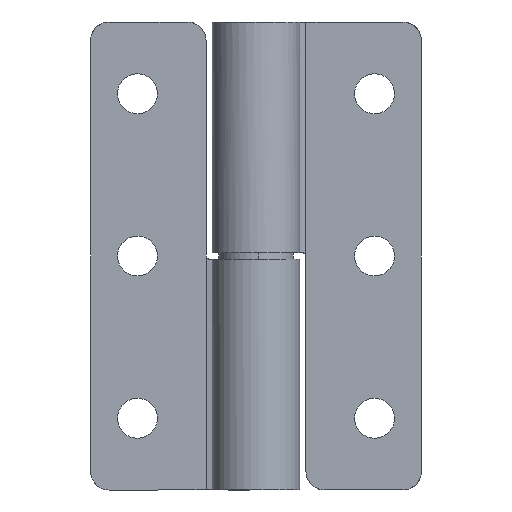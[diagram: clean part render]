
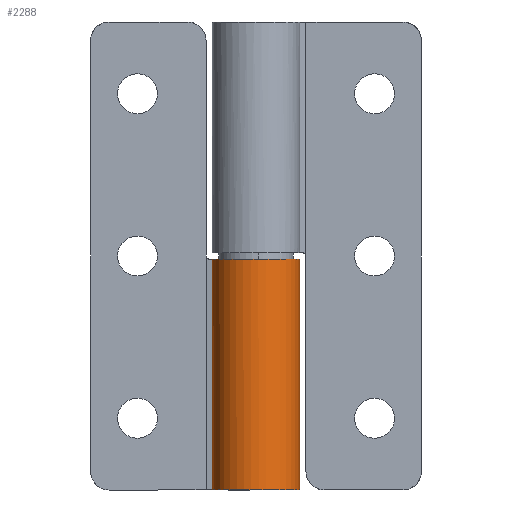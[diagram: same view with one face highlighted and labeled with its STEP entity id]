
A CAD part, front view. The second image highlights one B-rep face of the part: STEP entity #2288.
In plain terms, the highlighted free-form (B-spline) face has degree [1, 2] with [2, 7] control points.
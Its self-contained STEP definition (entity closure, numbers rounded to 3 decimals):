
#2033=CARTESIAN_POINT('',(0.843,6.949,37.));
#2034=VERTEX_POINT('',#2033);
#2083=CARTESIAN_POINT('',(-5.229,4.654,37.));
#2084=VERTEX_POINT('',#2083);
#2090=CARTESIAN_POINT('',(0.843,6.949,37.));
#2091=CARTESIAN_POINT('',(1.348,6.888,37.));
#2092=CARTESIAN_POINT('',(2.251,6.677,37.));
#2093=CARTESIAN_POINT('',(3.402,6.152,37.));
#2094=CARTESIAN_POINT('',(4.413,5.478,37.));
#2095=CARTESIAN_POINT('',(5.279,4.656,37.));
#2096=CARTESIAN_POINT('',(6.081,3.555,37.));
#2097=CARTESIAN_POINT('',(6.638,2.362,37.));
#2098=CARTESIAN_POINT('',(6.944,1.109,37.));
#2099=CARTESIAN_POINT('',(7.037,-0.152,37.));
#2100=CARTESIAN_POINT('',(6.908,-1.339,37.));
#2101=CARTESIAN_POINT('',(6.587,-2.435,37.));
#2102=CARTESIAN_POINT('',(6.197,-3.298,37.));
#2103=CARTESIAN_POINT('',(5.698,-4.103,37.));
#2104=CARTESIAN_POINT('',(5.048,-4.891,37.));
#2105=CARTESIAN_POINT('',(4.301,-5.552,37.));
#2106=CARTESIAN_POINT('',(3.451,-6.115,37.));
#2107=CARTESIAN_POINT('',(2.619,-6.516,37.));
#2108=CARTESIAN_POINT('',(1.647,-6.827,37.));
#2109=CARTESIAN_POINT('',(0.497,-7.024,37.));
#2110=CARTESIAN_POINT('',(-0.893,-6.999,37.));
#2111=CARTESIAN_POINT('',(-2.339,-6.651,37.));
#2112=CARTESIAN_POINT('',(-3.703,-6.003,37.));
#2113=CARTESIAN_POINT('',(-4.785,-5.169,37.));
#2114=CARTESIAN_POINT('',(-5.588,-4.256,37.));
#2115=CARTESIAN_POINT('',(-6.092,-3.482,37.));
#2116=CARTESIAN_POINT('',(-6.509,-2.633,37.));
#2117=CARTESIAN_POINT('',(-6.871,-1.549,37.));
#2118=CARTESIAN_POINT('',(-7.051,-0.17,37.));
#2119=CARTESIAN_POINT('',(-6.942,1.141,37.));
#2120=CARTESIAN_POINT('',(-6.617,2.387,37.));
#2121=CARTESIAN_POINT('',(-6.094,3.541,37.));
#2122=CARTESIAN_POINT('',(-5.535,4.31,37.));
#2123=CARTESIAN_POINT('',(-5.229,4.654,37.));
#2124=B_SPLINE_CURVE_WITH_KNOTS('',3,(#2090,#2091,#2092,#2093,#2094,#2095,#2096,#2097,#2098,#2099,#2100,#2101,#2102,#2103,#2104,#2105,#2106,#2107,#2108,#2109,#2110,#2111,#2112,#2113,#2114,#2115,#2116,#2117,#2118,#2119,#2120,#2121,#2122,#2123),.UNSPECIFIED.,.F.,.U.,(4,1,1,1,1,1,1,1,1,1,1,1,1,1,1,1,1,1,1,1,1,1,1,1,1,1,1,1,1,1,1,4),(0.,1.527,2.763,3.781,5.163,6.327,7.854,9.09,10.181,11.635,12.653,13.599,14.471,15.489,16.653,17.453,18.544,19.416,20.507,22.034,23.561,24.943,26.543,27.633,28.579,29.306,30.469,31.997,33.451,34.396,35.851,37.232),.UNSPECIFIED.);
#2125=EDGE_CURVE('',#2034,#2084,#2124,.T.);
#2195=CARTESIAN_POINT('',(-5.229,4.654,0.));
#2196=VERTEX_POINT('',#2195);
#2197=CARTESIAN_POINT('',(-5.229,4.654,37.));
#2198=CARTESIAN_POINT('',(-5.229,4.654,0.));
#2199=QUASI_UNIFORM_CURVE('',1,(#2197,#2198),.UNSPECIFIED.,.F.,.U.);
#2200=EDGE_CURVE('',#2084,#2196,#2199,.T.);
#2218=CARTESIAN_POINT('',(-5.085,4.811,37.925));
#2219=CARTESIAN_POINT('',(-5.085,4.811,-0.948));
#2220=CARTESIAN_POINT('',(-11.206,-1.658,37.925));
#2221=CARTESIAN_POINT('',(-11.206,-1.658,-0.948));
#2222=CARTESIAN_POINT('',(-3.474,-6.077,37.925));
#2223=CARTESIAN_POINT('',(-3.474,-6.077,-0.948));
#2224=CARTESIAN_POINT('',(4.258,-10.497,37.925));
#2225=CARTESIAN_POINT('',(4.258,-10.497,-0.948));
#2226=CARTESIAN_POINT('',(6.726,-1.939,37.925));
#2227=CARTESIAN_POINT('',(6.726,-1.939,-0.948));
#2228=CARTESIAN_POINT('',(9.193,6.618,37.925));
#2229=CARTESIAN_POINT('',(9.193,6.618,-0.948));
#2230=CARTESIAN_POINT('',(0.295,6.994,37.925));
#2231=CARTESIAN_POINT('',(0.295,6.994,-0.948));
#2239=(BOUNDED_SURFACE()B_SPLINE_SURFACE(1,2,((#2218,#2220,#2222,#2224,#2226,#2228,#2230),(#2219,#2221,#2223,#2225,#2227,#2229,#2231)),.UNSPECIFIED.,.F.,.F.,.U.)B_SPLINE_SURFACE_WITH_KNOTS((2,2),(3,2,2,3),(0.0,38.873),(0.0,13.606,27.212,40.818),.UNSPECIFIED.)GEOMETRIC_REPRESENTATION_ITEM()RATIONAL_B_SPLINE_SURFACE(((1.0,0.618,1.0,0.618,1.0,0.618,1.0),(1.0,0.618,1.0,0.618,1.0,0.618,1.0)))REPRESENTATION_ITEM('')SURFACE());
#2240=ORIENTED_EDGE('',*,*,#2125,.T.);
#2241=ORIENTED_EDGE('',*,*,#2200,.T.);
#2242=CARTESIAN_POINT('',(0.843,6.949,0.));
#2243=VERTEX_POINT('',#2242);
#2244=CARTESIAN_POINT('',(0.843,6.949,0.));
#2245=CARTESIAN_POINT('',(1.493,6.87,0.));
#2246=CARTESIAN_POINT('',(2.628,6.567,0.));
#2247=CARTESIAN_POINT('',(3.947,5.828,0.));
#2248=CARTESIAN_POINT('',(4.92,5.022,0.));
#2249=CARTESIAN_POINT('',(5.544,4.307,0.));
#2250=CARTESIAN_POINT('',(6.123,3.439,0.));
#2251=CARTESIAN_POINT('',(6.613,2.432,0.));
#2252=CARTESIAN_POINT('',(6.927,1.229,0.));
#2253=CARTESIAN_POINT('',(7.026,0.043,0.));
#2254=CARTESIAN_POINT('',(6.947,-1.146,0.));
#2255=CARTESIAN_POINT('',(6.647,-2.302,0.));
#2256=CARTESIAN_POINT('',(6.136,-3.431,0.));
#2257=CARTESIAN_POINT('',(5.504,-4.384,0.));
#2258=CARTESIAN_POINT('',(4.714,-5.211,0.));
#2259=CARTESIAN_POINT('',(3.752,-5.953,0.));
#2260=CARTESIAN_POINT('',(2.758,-6.472,0.));
#2261=CARTESIAN_POINT('',(1.647,-6.827,0.));
#2262=CARTESIAN_POINT('',(0.737,-6.983,0.));
#2263=CARTESIAN_POINT('',(-0.234,-7.016,0.));
#2264=CARTESIAN_POINT('',(-1.129,-6.93,0.));
#2265=CARTESIAN_POINT('',(-2.051,-6.713,0.));
#2266=CARTESIAN_POINT('',(-2.96,-6.37,0.));
#2267=CARTESIAN_POINT('',(-3.981,-5.805,0.));
#2268=CARTESIAN_POINT('',(-5.073,-4.908,0.));
#2269=CARTESIAN_POINT('',(-5.956,-3.769,0.));
#2270=CARTESIAN_POINT('',(-6.579,-2.503,0.));
#2271=CARTESIAN_POINT('',(-6.91,-1.331,0.));
#2272=CARTESIAN_POINT('',(-7.046,0.048,0.));
#2273=CARTESIAN_POINT('',(-6.921,1.311,0.));
#2274=CARTESIAN_POINT('',(-6.551,2.545,0.));
#2275=CARTESIAN_POINT('',(-6.036,3.62,0.));
#2276=CARTESIAN_POINT('',(-5.535,4.31,0.));
#2277=CARTESIAN_POINT('',(-5.229,4.654,0.));
#2278=B_SPLINE_CURVE_WITH_KNOTS('',3,(#2244,#2245,#2246,#2247,#2248,#2249,#2250,#2251,#2252,#2253,#2254,#2255,#2256,#2257,#2258,#2259,#2260,#2261,#2262,#2263,#2264,#2265,#2266,#2267,#2268,#2269,#2270,#2271,#2272,#2273,#2274,#2275,#2276,#2277),.UNSPECIFIED.,.F.,.U.,(4,1,1,1,1,1,1,1,1,1,1,1,1,1,1,1,1,1,1,1,1,1,1,1,1,1,1,1,1,1,1,4),(0.,1.963,3.491,4.509,5.745,6.327,7.636,9.09,10.035,11.199,12.653,13.599,14.908,16.071,17.016,18.544,19.416,20.507,21.307,22.325,23.198,24.143,25.234,26.688,28.361,29.524,30.906,31.997,33.669,34.687,35.851,37.232),.UNSPECIFIED.);
#2279=EDGE_CURVE('',#2243,#2196,#2278,.T.);
#2280=ORIENTED_EDGE('',*,*,#2279,.F.);
#2281=CARTESIAN_POINT('',(0.843,6.949,37.));
#2282=CARTESIAN_POINT('',(0.843,6.949,0.));
#2283=QUASI_UNIFORM_CURVE('',1,(#2281,#2282),.UNSPECIFIED.,.F.,.U.);
#2284=EDGE_CURVE('',#2034,#2243,#2283,.T.);
#2285=ORIENTED_EDGE('',*,*,#2284,.F.);
#2286=EDGE_LOOP('',(#2240,#2241,#2280,#2285));
#2287=FACE_OUTER_BOUND('',#2286,.T.);
#2288=ADVANCED_FACE('',(#2287),#2239,.T.);
